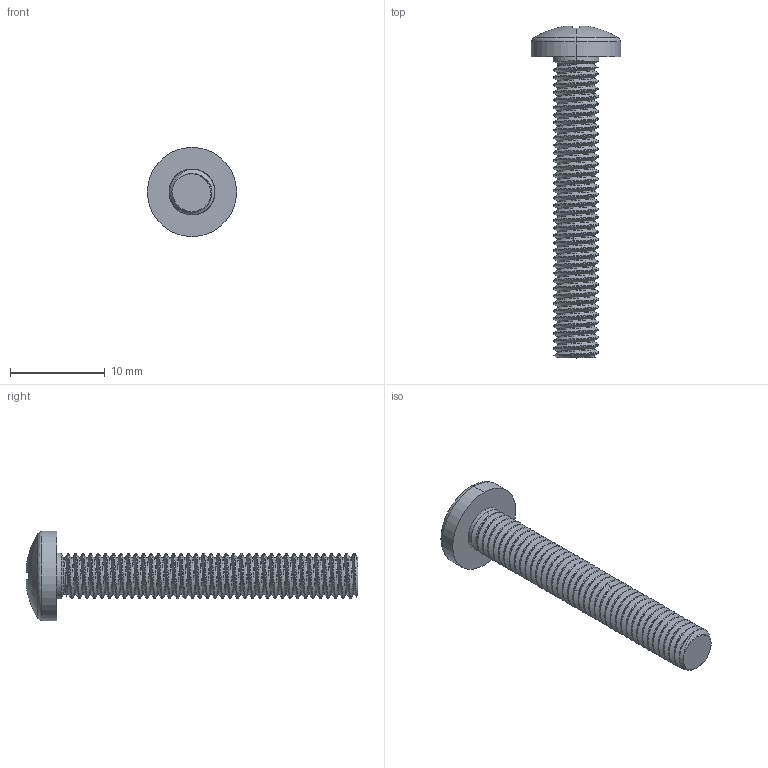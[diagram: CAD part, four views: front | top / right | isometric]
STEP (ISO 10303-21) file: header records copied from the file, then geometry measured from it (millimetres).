
FILE_DESCRIPTION (( 'STEP AP214' ), '1' );
FILE_NAME ('B007XKVYSM.3D.STP', '2013-09-25T07:08:14', ( '' ), ( '' ), 'SwSTEP 2.0', 'SolidWorks 2012', '' );
FILE_SCHEMA (( 'AUTOMOTIVE_DESIGN' ));
Products named in the file (1): B007XKVYSM.3D
Bounding box: 9.4 x 35 x 9.4 mm (x, y, z)
Volume: 636.3 mm3; surface area: 944.9 mm2
Topology: 1 solids, 1 shells, 147 faces, 400 edges, 256 vertices
Faces by surface type: cylinder 86, bspline 39, plane 15, cone 7
Entity records: 270242 total; most frequent: CARTESIAN_POINT 267108, ORIENTED_EDGE 800, EDGE_CURVE 400, DIRECTION 395, VERTEX_POINT 256, B_SPLINE_CURVE_WITH_KNOTS 238, EDGE_LOOP 148, ADVANCED_FACE 147
